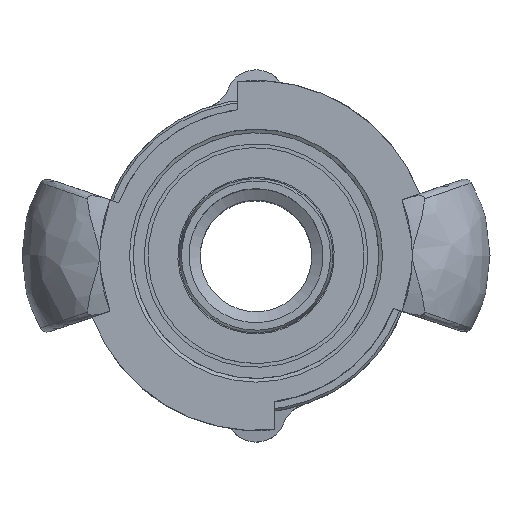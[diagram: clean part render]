
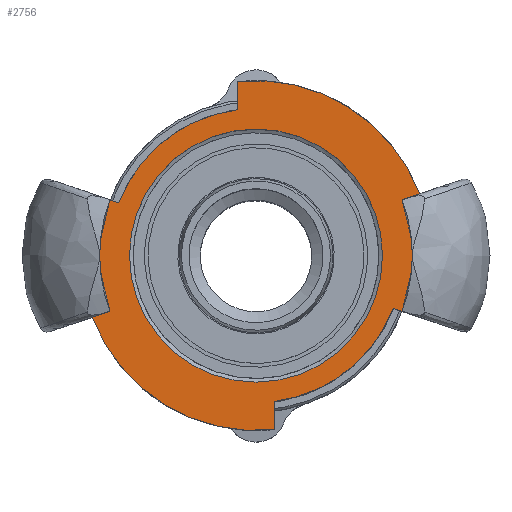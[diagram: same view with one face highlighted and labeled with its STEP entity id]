
A CAD part, top view. The second image highlights one B-rep face of the part: STEP entity #2756.
In plain terms, the highlighted planar face has unit normal (0, 0, 1).
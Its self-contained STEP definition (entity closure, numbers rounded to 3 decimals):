
#193=LINE('',#5157,#316);
#194=LINE('',#5161,#317);
#195=LINE('',#5164,#318);
#196=LINE('',#5166,#319);
#197=LINE('',#5170,#320);
#198=LINE('',#5173,#321);
#316=VECTOR('',#3737,10.);
#317=VECTOR('',#3740,10.);
#318=VECTOR('',#3743,10.);
#319=VECTOR('',#3744,10.);
#320=VECTOR('',#3747,10.);
#321=VECTOR('',#3750,10.);
#458=FACE_BOUND('',#713,.T.);
#549=FACE_OUTER_BOUND('',#712,.T.);
#712=EDGE_LOOP('',(#2199,#2200,#2201,#2202,#2203,#2204,#2205,#2206,#2207,
#2208,#2209,#2210));
#713=EDGE_LOOP('',(#2211,#2212));
#915=CIRCLE('',#3053,17.);
#916=CIRCLE('',#3054,17.);
#927=CIRCLE('',#3069,19.75);
#930=CIRCLE('',#3073,19.75);
#933=CIRCLE('',#3078,25.5);
#934=CIRCLE('',#3079,23.497);
#935=CIRCLE('',#3080,25.5);
#936=CIRCLE('',#3081,23.5);
#1152=VERTEX_POINT('',#4698);
#1153=VERTEX_POINT('',#4699);
#1178=VERTEX_POINT('',#5041);
#1179=VERTEX_POINT('',#5043);
#1185=VERTEX_POINT('',#5091);
#1186=VERTEX_POINT('',#5093);
#1193=VERTEX_POINT('',#5156);
#1194=VERTEX_POINT('',#5158);
#1195=VERTEX_POINT('',#5160);
#1196=VERTEX_POINT('',#5162);
#1197=VERTEX_POINT('',#5165);
#1198=VERTEX_POINT('',#5167);
#1199=VERTEX_POINT('',#5169);
#1200=VERTEX_POINT('',#5171);
#1499=EDGE_CURVE('',#1152,#1153,#915,.T.);
#1500=EDGE_CURVE('',#1153,#1152,#916,.T.);
#1532=EDGE_CURVE('',#1178,#1179,#927,.T.);
#1540=EDGE_CURVE('',#1185,#1186,#930,.T.);
#1548=EDGE_CURVE('',#1193,#1185,#193,.T.);
#1549=EDGE_CURVE('',#1194,#1193,#933,.T.);
#1550=EDGE_CURVE('',#1195,#1194,#194,.T.);
#1551=EDGE_CURVE('',#1195,#1196,#934,.T.);
#1552=EDGE_CURVE('',#1196,#1179,#195,.T.);
#1553=EDGE_CURVE('',#1197,#1178,#196,.T.);
#1554=EDGE_CURVE('',#1198,#1197,#935,.T.);
#1555=EDGE_CURVE('',#1199,#1198,#197,.T.);
#1556=EDGE_CURVE('',#1199,#1200,#936,.T.);
#1557=EDGE_CURVE('',#1200,#1186,#198,.T.);
#2199=ORIENTED_EDGE('',*,*,#1548,.F.);
#2200=ORIENTED_EDGE('',*,*,#1549,.F.);
#2201=ORIENTED_EDGE('',*,*,#1550,.F.);
#2202=ORIENTED_EDGE('',*,*,#1551,.T.);
#2203=ORIENTED_EDGE('',*,*,#1552,.T.);
#2204=ORIENTED_EDGE('',*,*,#1532,.F.);
#2205=ORIENTED_EDGE('',*,*,#1553,.F.);
#2206=ORIENTED_EDGE('',*,*,#1554,.F.);
#2207=ORIENTED_EDGE('',*,*,#1555,.F.);
#2208=ORIENTED_EDGE('',*,*,#1556,.T.);
#2209=ORIENTED_EDGE('',*,*,#1557,.T.);
#2210=ORIENTED_EDGE('',*,*,#1540,.F.);
#2211=ORIENTED_EDGE('',*,*,#1499,.T.);
#2212=ORIENTED_EDGE('',*,*,#1500,.T.);
#2503=PLANE('',#3077);
#2756=ADVANCED_FACE('',(#549,#458),#2503,.F.);
#3053=AXIS2_PLACEMENT_3D('',#4700,#3678,#3679);
#3054=AXIS2_PLACEMENT_3D('',#4701,#3680,#3681);
#3069=AXIS2_PLACEMENT_3D('',#5044,#3714,#3715);
#3073=AXIS2_PLACEMENT_3D('',#5094,#3725,#3726);
#3077=AXIS2_PLACEMENT_3D('',#5155,#3735,#3736);
#3078=AXIS2_PLACEMENT_3D('',#5159,#3738,#3739);
#3079=AXIS2_PLACEMENT_3D('',#5163,#3741,#3742);
#3080=AXIS2_PLACEMENT_3D('',#5168,#3745,#3746);
#3081=AXIS2_PLACEMENT_3D('',#5172,#3748,#3749);
#3678=DIRECTION('center_axis',(0.,0.,
-1.));
#3679=DIRECTION('ref_axis',(-1.,0.,0.));
#3680=DIRECTION('center_axis',(0.,0.,
-1.));
#3681=DIRECTION('ref_axis',(-1.,0.,0.));
#3714=DIRECTION('center_axis',(0.,0.,
-1.));
#3715=DIRECTION('ref_axis',(1.,0.,0.));
#3725=DIRECTION('center_axis',(0.,0.,
-1.));
#3726=DIRECTION('ref_axis',(1.,0.,0.));
#3735=DIRECTION('center_axis',(0.,0.,
-1.));
#3736=DIRECTION('ref_axis',(1.,0.,0.));
#3737=DIRECTION('',(0.948,-0.319,0.));
#3738=DIRECTION('center_axis',(0.,0.,
-1.));
#3739=DIRECTION('ref_axis',(0.,1.,0.));
#3740=DIRECTION('',(-0.948,-0.319,0.));
#3741=DIRECTION('center_axis',(0.,0.,
1.));
#3742=DIRECTION('ref_axis',(-0.936,-0.353,0.));
#3743=DIRECTION('',(0.,1.,0.));
#3744=DIRECTION('',(-0.948,0.319,0.));
#3745=DIRECTION('center_axis',(0.,0.,
-1.));
#3746=DIRECTION('ref_axis',(0.,1.,0.));
#3747=DIRECTION('',(0.948,0.319,0.));
#3748=DIRECTION('center_axis',(0.,0.,
1.));
#3749=DIRECTION('ref_axis',(0.936,0.353,0.));
#3750=DIRECTION('',(0.,-1.,0.));
#4698=CARTESIAN_POINT('',(-17.,0.,1.162));
#4699=CARTESIAN_POINT('',(17.,0.,1.162));
#4700=CARTESIAN_POINT('Origin',(0.,0.,
1.162));
#4701=CARTESIAN_POINT('Origin',(0.,0.,
1.162));
#5041=CARTESIAN_POINT('',(18.429,-7.101,1.162));
#5043=CARTESIAN_POINT('',(2.5,-19.591,1.162));
#5044=CARTESIAN_POINT('Origin',(0.,0.,
1.162));
#5091=CARTESIAN_POINT('',(-18.429,7.101,1.162));
#5093=CARTESIAN_POINT('',(-2.5,19.591,1.162));
#5094=CARTESIAN_POINT('Origin',(0.,0.,
1.162));
#5155=CARTESIAN_POINT('Origin',(0.,12.75,1.162));
#5156=CARTESIAN_POINT('',(-23.883,8.937,1.162));
#5157=CARTESIAN_POINT('',(-16.054,6.301,1.162));
#5158=CARTESIAN_POINT('',(-23.883,-8.937,1.162));
#5159=CARTESIAN_POINT('Origin',(0.,0.,
1.162));
#5160=CARTESIAN_POINT('',(-21.984,-8.298,1.162));
#5161=CARTESIAN_POINT('',(-7.151,-3.302,1.162));
#5162=CARTESIAN_POINT('',(2.5,-23.364,1.162));
#5163=CARTESIAN_POINT('Origin',(0.,0.,
1.162));
#5164=CARTESIAN_POINT('',(2.5,0.,1.162));
#5165=CARTESIAN_POINT('',(23.883,-8.937,1.162));
#5166=CARTESIAN_POINT('',(12.197,-5.002,1.162));
#5167=CARTESIAN_POINT('',(23.883,8.937,1.162));
#5168=CARTESIAN_POINT('Origin',(0.,0.,
1.162));
#5169=CARTESIAN_POINT('',(21.986,8.299,1.162));
#5170=CARTESIAN_POINT('',(11.008,4.601,1.162));
#5171=CARTESIAN_POINT('',(-2.5,23.367,1.162));
#5172=CARTESIAN_POINT('Origin',(0.,0.,
1.162));
#5173=CARTESIAN_POINT('',(-2.5,0.,1.162));
